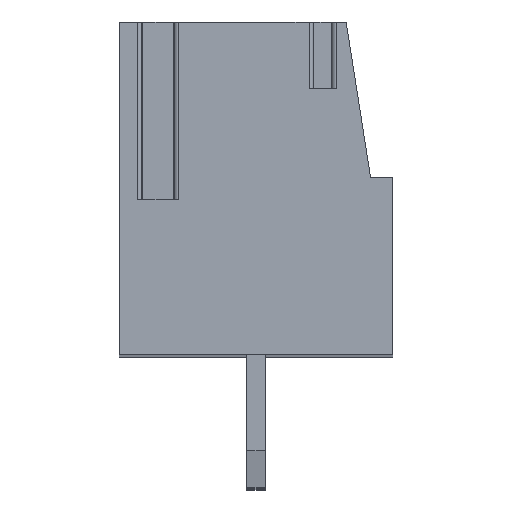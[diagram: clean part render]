
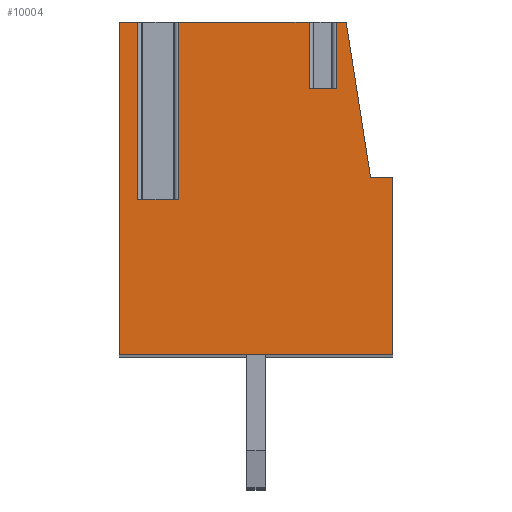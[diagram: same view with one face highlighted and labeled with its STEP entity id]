
A CAD part, top view. The second image highlights one B-rep face of the part: STEP entity #10004.
In plain terms, the highlighted planar face has unit normal (0, 0, 1).
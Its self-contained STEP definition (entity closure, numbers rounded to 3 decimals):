
#2858=DIRECTION('',(0.,1.,0.));
#2859=VECTOR('',#2858,1.8);
#2860=CARTESIAN_POINT('',(1.436,2.4,1.75));
#2861=LINE('',#2860,#2859);
#2862=DIRECTION('',(0.,1.,0.));
#2863=VECTOR('',#2862,1.8);
#2864=CARTESIAN_POINT('',(2.164,2.4,1.75));
#2865=LINE('',#2864,#2863);
#2866=DIRECTION('',(-1.,0.,0.));
#2867=VECTOR('',#2866,0.276);
#2868=CARTESIAN_POINT('',(2.44,4.2,1.75));
#2869=LINE('',#2868,#2867);
#2870=DIRECTION('',(-0.155,0.988,0.));
#2871=VECTOR('',#2870,4.252);
#2872=CARTESIAN_POINT('',(3.1,0.,1.75));
#2873=LINE('',#2872,#2871);
#2874=DIRECTION('',(-1.,0.,0.));
#2875=VECTOR('',#2874,0.6);
#2876=CARTESIAN_POINT('',(3.7,0.,1.75));
#2877=LINE('',#2876,#2875);
#2878=DIRECTION('',(0.,1.,0.));
#2879=VECTOR('',#2878,4.8);
#2880=CARTESIAN_POINT('',(3.7,-4.8,1.75));
#2881=LINE('',#2880,#2879);
#2882=DIRECTION('',(1.,0.,0.));
#2883=VECTOR('',#2882,7.4);
#2884=CARTESIAN_POINT('',(-3.7,-4.8,1.75));
#2885=LINE('',#2884,#2883);
#2886=DIRECTION('',(0.,-1.,0.));
#2887=VECTOR('',#2886,9.);
#2888=CARTESIAN_POINT('',(-3.7,4.2,1.75));
#2889=LINE('',#2888,#2887);
#2890=DIRECTION('',(-1.,0.,0.));
#2891=VECTOR('',#2890,0.504);
#2892=CARTESIAN_POINT('',(-3.196,4.2,1.75));
#2893=LINE('',#2892,#2891);
#2894=DIRECTION('',(0.,1.,0.));
#2895=VECTOR('',#2894,4.8);
#2896=CARTESIAN_POINT('',(-3.196,-0.6,1.75));
#2897=LINE('',#2896,#2895);
#2898=DIRECTION('',(-1.,0.,0.));
#2899=VECTOR('',#2898,1.093);
#2900=CARTESIAN_POINT('',(-2.104,-0.6,1.75));
#2901=LINE('',#2900,#2899);
#2902=DIRECTION('',(0.,1.,0.));
#2903=VECTOR('',#2902,4.8);
#2904=CARTESIAN_POINT('',(-2.104,-0.6,1.75));
#2905=LINE('',#2904,#2903);
#2906=DIRECTION('',(-1.,0.,0.));
#2907=VECTOR('',#2906,3.54);
#2908=CARTESIAN_POINT('',(1.436,4.2,1.75));
#2909=LINE('',#2908,#2907);
#2919=DIRECTION('',(1.,0.,0.));
#2920=VECTOR('',#2919,0.728);
#2921=CARTESIAN_POINT('',(1.436,2.4,1.75));
#2922=LINE('',#2921,#2920);
#4678=CARTESIAN_POINT('',(3.7,0.,1.75));
#4679=CARTESIAN_POINT('',(3.1,0.,1.75));
#4680=VERTEX_POINT('',#4678);
#4681=VERTEX_POINT('',#4679);
#4682=CARTESIAN_POINT('',(2.44,4.2,1.75));
#4683=VERTEX_POINT('',#4682);
#4684=CARTESIAN_POINT('',(-3.7,4.2,1.75));
#4685=CARTESIAN_POINT('',(-3.7,-4.8,1.75));
#4686=VERTEX_POINT('',#4684);
#4687=VERTEX_POINT('',#4685);
#4688=CARTESIAN_POINT('',(3.7,-4.8,1.75));
#4689=VERTEX_POINT('',#4688);
#4698=CARTESIAN_POINT('',(-2.104,-0.6,1.75));
#4699=CARTESIAN_POINT('',(-3.196,-0.6,1.75));
#4700=VERTEX_POINT('',#4698);
#4701=VERTEX_POINT('',#4699);
#4702=CARTESIAN_POINT('',(-3.196,4.2,1.75));
#4703=VERTEX_POINT('',#4702);
#4704=CARTESIAN_POINT('',(-2.104,4.2,1.75));
#4705=VERTEX_POINT('',#4704);
#4710=CARTESIAN_POINT('',(1.436,4.2,1.75));
#4711=VERTEX_POINT('',#4710);
#4713=CARTESIAN_POINT('',(2.164,4.2,1.75));
#4715=VERTEX_POINT('',#4713);
#4778=CARTESIAN_POINT('',(1.436,2.4,1.75));
#4779=VERTEX_POINT('',#4778);
#4781=CARTESIAN_POINT('',(2.164,2.4,1.75));
#4783=VERTEX_POINT('',#4781);
#9973=CARTESIAN_POINT('',(0.,0.,1.75));
#9974=DIRECTION('',(0.,0.,1.));
#9975=DIRECTION('',(1.,0.,0.));
#9976=AXIS2_PLACEMENT_3D('',#9973,#9974,#9975);
#9977=PLANE('',#9976);
#9979=ORIENTED_EDGE('',*,*,#9978,.F.);
#9981=ORIENTED_EDGE('',*,*,#9980,.T.);
#9983=ORIENTED_EDGE('',*,*,#9982,.T.);
#9984=ORIENTED_EDGE('',*,*,#6167,.F.);
#9986=ORIENTED_EDGE('',*,*,#9985,.F.);
#9988=ORIENTED_EDGE('',*,*,#9987,.F.);
#9990=ORIENTED_EDGE('',*,*,#9989,.F.);
#9992=ORIENTED_EDGE('',*,*,#9991,.F.);
#9993=ORIENTED_EDGE('',*,*,#9500,.F.);
#9994=ORIENTED_EDGE('',*,*,#6191,.F.);
#9996=ORIENTED_EDGE('',*,*,#9995,.F.);
#9998=ORIENTED_EDGE('',*,*,#9997,.F.);
#10000=ORIENTED_EDGE('',*,*,#9999,.T.);
#10001=ORIENTED_EDGE('',*,*,#6179,.F.);
#10002=EDGE_LOOP('',(#9979,#9981,#9983,#9984,#9986,#9988,#9990,#9992,#9993,
#9994,#9996,#9998,#10000,#10001));
#10003=FACE_OUTER_BOUND('',#10002,.F.);
#6167=EDGE_CURVE('',#4683,#4715,#2869,.T.);
#6179=EDGE_CURVE('',#4711,#4705,#2909,.T.);
#6191=EDGE_CURVE('',#4703,#4686,#2893,.T.);
#9500=EDGE_CURVE('',#4686,#4687,#2889,.T.);
#9978=EDGE_CURVE('',#4779,#4711,#2861,.T.);
#9980=EDGE_CURVE('',#4779,#4783,#2922,.T.);
#9982=EDGE_CURVE('',#4783,#4715,#2865,.T.);
#9985=EDGE_CURVE('',#4681,#4683,#2873,.T.);
#9987=EDGE_CURVE('',#4680,#4681,#2877,.T.);
#9989=EDGE_CURVE('',#4689,#4680,#2881,.T.);
#9991=EDGE_CURVE('',#4687,#4689,#2885,.T.);
#9995=EDGE_CURVE('',#4701,#4703,#2897,.T.);
#9997=EDGE_CURVE('',#4700,#4701,#2901,.T.);
#9999=EDGE_CURVE('',#4700,#4705,#2905,.T.);
#10004=ADVANCED_FACE('',(#10003),#9977,.T.);
